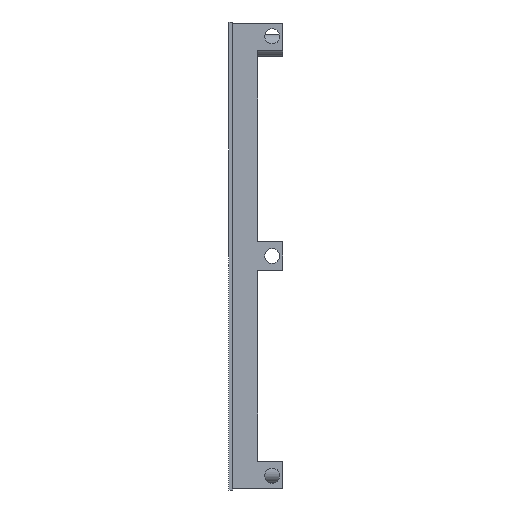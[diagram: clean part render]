
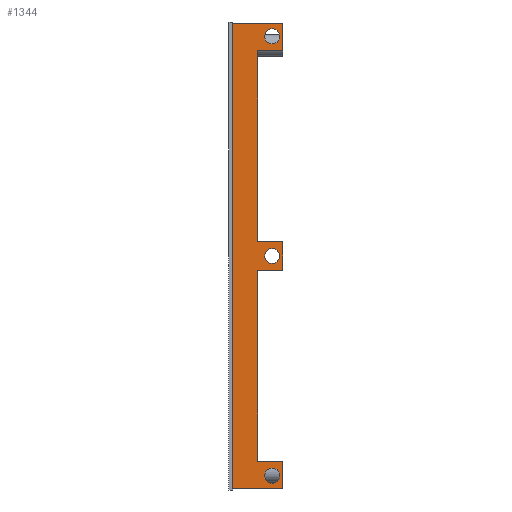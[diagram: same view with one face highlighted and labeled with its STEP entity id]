
A CAD part, left-side view. The second image highlights one B-rep face of the part: STEP entity #1344.
In plain terms, the highlighted planar face has unit normal (-1, 0, 0).
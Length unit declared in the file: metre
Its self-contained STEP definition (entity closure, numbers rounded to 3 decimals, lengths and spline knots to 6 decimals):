
#55=CIRCLE('',#1455,0.0021);
#56=CIRCLE('',#1457,0.0021);
#57=CIRCLE('',#1459,0.0021);
#343=ORIENTED_EDGE('',*,*,#502,.T.);
#344=ORIENTED_EDGE('',*,*,#547,.T.);
#345=ORIENTED_EDGE('',*,*,#516,.T.);
#346=ORIENTED_EDGE('',*,*,#551,.F.);
#347=ORIENTED_EDGE('',*,*,#552,.F.);
#348=ORIENTED_EDGE('',*,*,#548,.F.);
#349=ORIENTED_EDGE('',*,*,#505,.T.);
#350=ORIENTED_EDGE('',*,*,#554,.F.);
#351=ORIENTED_EDGE('',*,*,#556,.F.);
#352=ORIENTED_EDGE('',*,*,#566,.T.);
#353=ORIENTED_EDGE('',*,*,#567,.T.);
#354=ORIENTED_EDGE('',*,*,#563,.F.);
#355=ORIENTED_EDGE('',*,*,#557,.T.);
#356=ORIENTED_EDGE('',*,*,#558,.T.);
#357=ORIENTED_EDGE('',*,*,#559,.T.);
#502=EDGE_CURVE('',#660,#661,#785,.T.);
#505=EDGE_CURVE('',#662,#663,#788,.T.);
#516=EDGE_CURVE('',#670,#671,#797,.T.);
#547=EDGE_CURVE('',#661,#670,#824,.T.);
#548=EDGE_CURVE('',#662,#685,#825,.T.);
#551=EDGE_CURVE('',#686,#671,#828,.T.);
#552=EDGE_CURVE('',#685,#686,#829,.T.);
#554=EDGE_CURVE('',#687,#663,#831,.T.);
#556=EDGE_CURVE('',#688,#687,#833,.T.);
#557=EDGE_CURVE('',#689,#689,#55,.T.);
#558=EDGE_CURVE('',#690,#690,#56,.T.);
#559=EDGE_CURVE('',#691,#691,#57,.T.);
#563=EDGE_CURVE('',#660,#694,#837,.T.);
#566=EDGE_CURVE('',#688,#695,#840,.T.);
#567=EDGE_CURVE('',#695,#694,#841,.T.);
#660=VERTEX_POINT('',#2074);
#661=VERTEX_POINT('',#2075);
#662=VERTEX_POINT('',#2080);
#663=VERTEX_POINT('',#2081);
#670=VERTEX_POINT('',#2101);
#671=VERTEX_POINT('',#2102);
#685=VERTEX_POINT('',#2164);
#686=VERTEX_POINT('',#2168);
#687=VERTEX_POINT('',#2174);
#688=VERTEX_POINT('',#2178);
#689=VERTEX_POINT('',#2182);
#690=VERTEX_POINT('',#2185);
#691=VERTEX_POINT('',#2188);
#694=VERTEX_POINT('',#2197);
#695=VERTEX_POINT('',#2201);
#785=LINE('',#2073,#911);
#788=LINE('',#2079,#914);
#797=LINE('',#2100,#923);
#824=LINE('',#2161,#950);
#825=LINE('',#2163,#951);
#828=LINE('',#2169,#954);
#829=LINE('',#2171,#955);
#831=LINE('',#2175,#957);
#833=LINE('',#2179,#959);
#837=LINE('',#2196,#963);
#840=LINE('',#2202,#966);
#841=LINE('',#2204,#967);
#911=VECTOR('',#1656,1.);
#914=VECTOR('',#1661,1.);
#923=VECTOR('',#1678,1.);
#950=VECTOR('',#1743,1.);
#951=VECTOR('',#1746,1.);
#954=VECTOR('',#1751,1.);
#955=VECTOR('',#1754,1.);
#957=VECTOR('',#1758,1.);
#959=VECTOR('',#1762,1.);
#963=VECTOR('',#1782,1.);
#966=VECTOR('',#1787,1.);
#967=VECTOR('',#1790,1.);
#1044=EDGE_LOOP('',(#343,#344,#345,#346,#347,#348,#349,#350,#351,#352,#353,
#354));
#1045=EDGE_LOOP('',(#355));
#1046=EDGE_LOOP('',(#356));
#1047=EDGE_LOOP('',(#357));
#1178=FACE_BOUND('',#1044,.T.);
#1179=FACE_BOUND('',#1045,.T.);
#1180=FACE_BOUND('',#1046,.T.);
#1181=FACE_BOUND('',#1047,.T.);
#1278=PLANE('',#1463);
#1344=ADVANCED_FACE('',(#1178,#1179,#1180,#1181),#1278,.F.);
#1455=AXIS2_PLACEMENT_3D('',#2181,#1765,#1766);
#1457=AXIS2_PLACEMENT_3D('',#2184,#1769,#1770);
#1459=AXIS2_PLACEMENT_3D('',#2187,#1773,#1774);
#1463=AXIS2_PLACEMENT_3D('',#2203,#1788,#1789);
#1656=DIRECTION('',(0.,0.,1.));
#1661=DIRECTION('',(0.,0.,1.));
#1678=DIRECTION('',(0.,0.,1.));
#1743=DIRECTION('',(0.,1.,0.));
#1746=DIRECTION('',(0.,-1.,0.));
#1751=DIRECTION('',(0.,1.,0.));
#1754=DIRECTION('',(0.,0.,-1.));
#1758=DIRECTION('',(0.,1.,0.));
#1762=DIRECTION('',(0.,0.,-1.));
#1765=DIRECTION('',(1.,0.,0.));
#1766=DIRECTION('',(0.,0.,-1.));
#1769=DIRECTION('',(1.,0.,0.));
#1770=DIRECTION('',(0.,0.,-1.));
#1773=DIRECTION('',(1.,0.,0.));
#1774=DIRECTION('',(0.,0.,-1.));
#1782=DIRECTION('',(0.,1.,0.));
#1787=DIRECTION('',(0.,1.,0.));
#1788=DIRECTION('',(1.,0.,0.));
#1789=DIRECTION('',(0.,0.,-1.));
#1790=DIRECTION('',(0.,0.,-1.));
#2073=CARTESIAN_POINT('',(-0.0845,-0.015,-0.061));
#2074=CARTESIAN_POINT('',(-0.0845,-0.015,-0.0645));
#2075=CARTESIAN_POINT('',(-0.0845,-0.015,-0.057));
#2079=CARTESIAN_POINT('',(-0.0845,-0.008,0.));
#2080=CARTESIAN_POINT('',(-0.0845,-0.008,0.004));
#2081=CARTESIAN_POINT('',(-0.0845,-0.008,0.057));
#2100=CARTESIAN_POINT('',(-0.0845,-0.008,0.));
#2101=CARTESIAN_POINT('',(-0.0845,-0.008,-0.057));
#2102=CARTESIAN_POINT('',(-0.0845,-0.008,-0.004));
#2161=CARTESIAN_POINT('',(-0.0845,-0.0075,-0.057));
#2163=CARTESIAN_POINT('',(-0.0845,-0.0075,0.004));
#2164=CARTESIAN_POINT('',(-0.0845,-0.015,0.004));
#2168=CARTESIAN_POINT('',(-0.0845,-0.015,-0.004));
#2169=CARTESIAN_POINT('',(-0.0845,-0.0075,-0.004));
#2171=CARTESIAN_POINT('',(-0.0845,-0.015,0.));
#2174=CARTESIAN_POINT('',(-0.0845,-0.015,0.057));
#2175=CARTESIAN_POINT('',(-0.0845,-0.0075,0.057));
#2178=CARTESIAN_POINT('',(-0.0845,-0.015,0.0645));
#2179=CARTESIAN_POINT('',(-0.0845,-0.015,0.061));
#2181=CARTESIAN_POINT('',(-0.0845,-0.012,0.));
#2182=CARTESIAN_POINT('',(-0.0845,-0.012,-0.0021));
#2184=CARTESIAN_POINT('',(-0.0845,-0.012,0.061));
#2185=CARTESIAN_POINT('',(-0.0845,-0.012,0.0589));
#2187=CARTESIAN_POINT('',(-0.0845,-0.012,-0.061));
#2188=CARTESIAN_POINT('',(-0.0845,-0.012,-0.0631));
#2196=CARTESIAN_POINT('',(-0.0845,-0.026,-0.0645));
#2197=CARTESIAN_POINT('',(-0.0845,-0.001,-0.0645));
#2201=CARTESIAN_POINT('',(-0.0845,-0.001,0.0645));
#2202=CARTESIAN_POINT('',(-0.0845,-0.026,0.0645));
#2203=CARTESIAN_POINT('',(-0.0845,-0.026,0.));
#2204=CARTESIAN_POINT('',(-0.0845,-0.001,0.));
